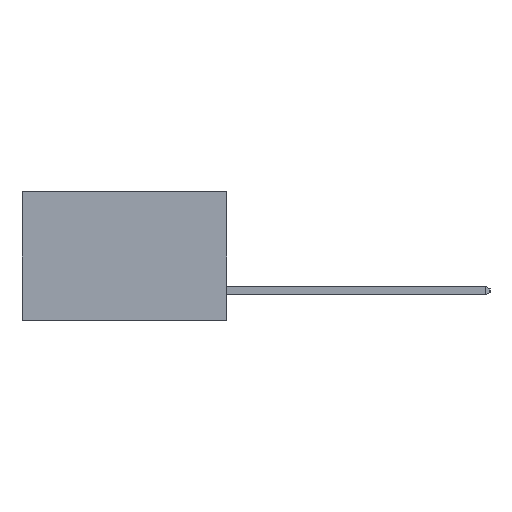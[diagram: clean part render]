
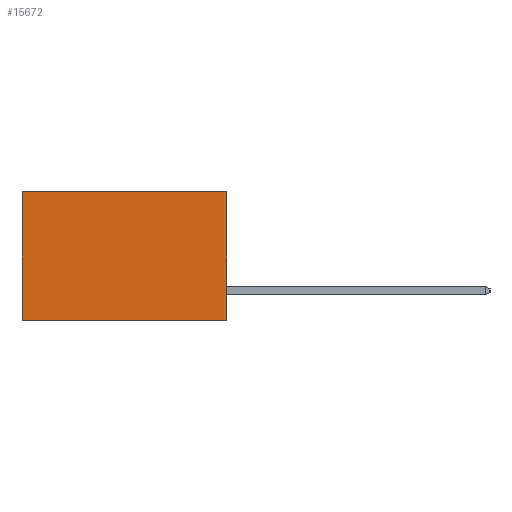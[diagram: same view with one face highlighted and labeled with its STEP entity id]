
A CAD part, left-side view. The second image highlights one B-rep face of the part: STEP entity #15672.
In plain terms, the highlighted planar face has unit normal (-1, 0, 0).
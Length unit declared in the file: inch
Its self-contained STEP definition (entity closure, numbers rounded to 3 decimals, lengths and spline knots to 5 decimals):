
#139 = DIRECTION ( 'NONE',  ( 0., 1., 0. ) ) ;
#185 = PLANE ( 'NONE',  #5570 ) ;
#352 = ORIENTED_EDGE ( 'NONE', *, *, #28119, .T. ) ;
#1053 = EDGE_CURVE ( 'NONE', #14732, #2909, #24594, .T. ) ;
#2909 = VERTEX_POINT ( 'NONE', #23264 ) ;
#3385 = VECTOR ( 'NONE', #18006, 39.37008 ) ;
#3800 = CARTESIAN_POINT ( 'NONE',  ( 0.277, 0., 0. ) ) ;
#3810 = LINE ( 'NONE', #18885, #9983 ) ;
#4539 = VECTOR ( 'NONE', #23317, 39.37008 ) ;
#4851 = DIRECTION ( 'NONE',  ( 0., 0., -1. ) ) ;
#5496 = CARTESIAN_POINT ( 'NONE',  ( 0.277, 0., -0.37 ) ) ;
#5542 = EDGE_CURVE ( 'NONE', #14732, #29225, #22562, .T. ) ;
#5570 = AXIS2_PLACEMENT_3D ( 'NONE', #16565, #18923, #4851 ) ;
#5844 = VECTOR ( 'NONE', #12745, 39.37008 ) ;
#8300 = ORIENTED_EDGE ( 'NONE', *, *, #13380, .F. ) ;
#8951 = CARTESIAN_POINT ( 'NONE',  ( 0.277, 0.59, -0.37 ) ) ;
#9983 = VECTOR ( 'NONE', #139, 39.37008 ) ;
#12745 = DIRECTION ( 'NONE',  ( 0., 1., 0. ) ) ;
#12891 = ORIENTED_EDGE ( 'NONE', *, *, #5542, .F. ) ;
#13259 = ORIENTED_EDGE ( 'NONE', *, *, #1053, .T. ) ;
#13264 = VERTEX_POINT ( 'NONE', #8951 ) ;
#13380 = EDGE_CURVE ( 'NONE', #29225, #13264, #3810, .T. ) ;
#14391 = EDGE_LOOP ( 'NONE', ( #352, #8300, #12891, #13259 ) ) ;
#14732 = VERTEX_POINT ( 'NONE', #28029 ) ;
#15672 = ADVANCED_FACE ( 'NONE', ( #19875 ), #185, .F. ) ;
#16565 = CARTESIAN_POINT ( 'NONE',  ( 0.277, 0., -0.37 ) ) ;
#18006 = DIRECTION ( 'NONE',  ( 0., 0., -1. ) ) ;
#18885 = CARTESIAN_POINT ( 'NONE',  ( 0.277, 0., -0.37 ) ) ;
#18923 = DIRECTION ( 'NONE',  ( 1., 0., 0. ) ) ;
#19875 = FACE_OUTER_BOUND ( 'NONE', #14391, .T. ) ;
#22562 = LINE ( 'NONE', #24533, #4539 ) ;
#22842 = LINE ( 'NONE', #29489, #3385 ) ;
#23264 = CARTESIAN_POINT ( 'NONE',  ( 0.277, 0.59, 0. ) ) ;
#23317 = DIRECTION ( 'NONE',  ( 0., 0., -1. ) ) ;
#24533 = CARTESIAN_POINT ( 'NONE',  ( 0.277, 0., -0.37 ) ) ;
#24594 = LINE ( 'NONE', #3800, #5844 ) ;
#28029 = CARTESIAN_POINT ( 'NONE',  ( 0.277, 0., 0. ) ) ;
#28119 = EDGE_CURVE ( 'NONE', #2909, #13264, #22842, .T. ) ;
#29225 = VERTEX_POINT ( 'NONE', #5496 ) ;
#29489 = CARTESIAN_POINT ( 'NONE',  ( 0.277, 0.59, -0.37 ) ) ;
